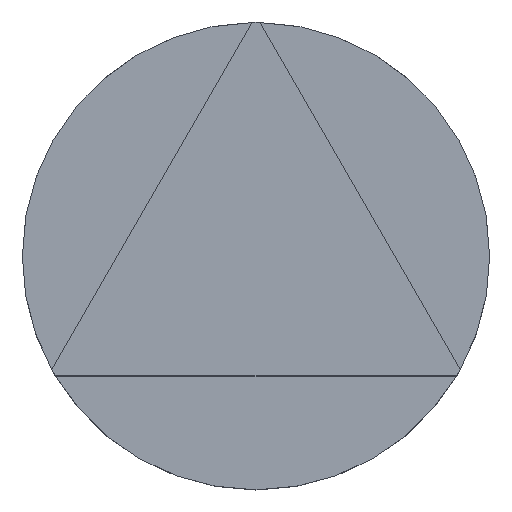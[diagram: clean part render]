
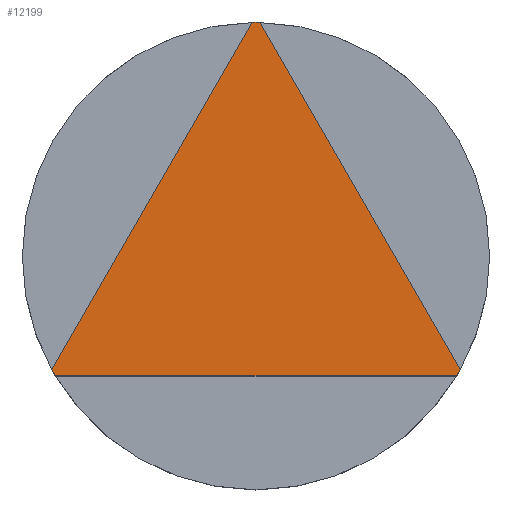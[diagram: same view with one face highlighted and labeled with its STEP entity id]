
A CAD part, top view. The second image highlights one B-rep face of the part: STEP entity #12199.
In plain terms, the highlighted planar face has unit normal (0, 0, 1).
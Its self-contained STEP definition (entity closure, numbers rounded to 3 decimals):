
#450 = VERTEX_POINT ( 'NONE', #7435 ) ;
#474 = CARTESIAN_POINT ( 'NONE',  ( -7.431, -4.126, 17. ) ) ;
#584 = CARTESIAN_POINT ( 'NONE',  ( -0.087, 8.595, 17. ) ) ;
#595 = CARTESIAN_POINT ( 'NONE',  ( 0., 0., 17. ) ) ;
#625 = ORIENTED_EDGE ( 'NONE', *, *, #4713, .F. ) ;
#883 = EDGE_CURVE ( 'NONE', #8469, #6393, #13543, .T. ) ;
#1404 = VERTEX_POINT ( 'NONE', #8533 ) ;
#1447 = AXIS2_PLACEMENT_3D ( 'NONE', #595, #2924, #5036 ) ;
#1547 = CARTESIAN_POINT ( 'NONE',  ( 0.142, 8.499, 17. ) ) ;
#1762 = DIRECTION ( 'NONE',  ( 0., 0., -1. ) ) ;
#2461 = LINE ( 'NONE', #584, #13816 ) ;
#2724 = CARTESIAN_POINT ( 'NONE',  ( 0., 0., 17. ) ) ;
#2738 = CARTESIAN_POINT ( 'NONE',  ( -7.289, -4.372, 17. ) ) ;
#2924 = DIRECTION ( 'NONE',  ( 0., 0., -1. ) ) ;
#3183 = ORIENTED_EDGE ( 'NONE', *, *, #5994, .T. ) ;
#3441 = VECTOR ( 'NONE', #11855, 1000. ) ;
#3941 = LINE ( 'NONE', #7531, #3441 ) ;
#4607 = DIRECTION ( 'NONE',  ( 1., 0., 0. ) ) ;
#4713 = EDGE_CURVE ( 'NONE', #1404, #10949, #12388, .T. ) ;
#4985 = LINE ( 'NONE', #13048, #5853 ) ;
#5036 = DIRECTION ( 'NONE',  ( -1., 0., 0. ) ) ;
#5623 = AXIS2_PLACEMENT_3D ( 'NONE', #8300, #1762, #10617 ) ;
#5631 = CARTESIAN_POINT ( 'NONE',  ( 7.289, -4.372, 17. ) ) ;
#5853 = VECTOR ( 'NONE', #4607, 1000. ) ;
#5994 = EDGE_CURVE ( 'NONE', #450, #6393, #2461, .T. ) ;
#6393 = VERTEX_POINT ( 'NONE', #474 ) ;
#6889 = PLANE ( 'NONE',  #10812 ) ;
#6984 = DIRECTION ( 'NONE',  ( -1., 0., 0. ) ) ;
#7435 = CARTESIAN_POINT ( 'NONE',  ( -0.142, 8.499, 17. ) ) ;
#7531 = CARTESIAN_POINT ( 'NONE',  ( 7.487, -4.222, 17. ) ) ;
#8142 = CARTESIAN_POINT ( 'NONE',  ( -7.4, -4.272, 17. ) ) ;
#8300 = CARTESIAN_POINT ( 'NONE',  ( 0., 0., 17. ) ) ;
#8469 = VERTEX_POINT ( 'NONE', #2738 ) ;
#8533 = CARTESIAN_POINT ( 'NONE',  ( 7.431, -4.126, 17. ) ) ;
#8558 = EDGE_LOOP ( 'NONE', ( #10486, #3183, #9100, #12772, #625, #9489 ) ) ;
#9054 = FACE_OUTER_BOUND ( 'NONE', #8558, .T. ) ;
#9100 = ORIENTED_EDGE ( 'NONE', *, *, #883, .F. ) ;
#9153 = DIRECTION ( 'NONE',  ( 0., 0., -1. ) ) ;
#9489 = ORIENTED_EDGE ( 'NONE', *, *, #10733, .T. ) ;
#9948 = AXIS2_PLACEMENT_3D ( 'NONE', #2724, #13923, #11741 ) ;
#10083 = EDGE_CURVE ( 'NONE', #8469, #10949, #4985, .T. ) ;
#10486 = ORIENTED_EDGE ( 'NONE', *, *, #12910, .F. ) ;
#10617 = DIRECTION ( 'NONE',  ( -1., 0., 0. ) ) ;
#10733 = EDGE_CURVE ( 'NONE', #1404, #12265, #3941, .T. ) ;
#10812 = AXIS2_PLACEMENT_3D ( 'NONE', #8142, #9153, #6984 ) ;
#10949 = VERTEX_POINT ( 'NONE', #5631 ) ;
#11119 = CIRCLE ( 'NONE', #5623, 8.5 ) ;
#11741 = DIRECTION ( 'NONE',  ( -1., 0., 0. ) ) ;
#11855 = DIRECTION ( 'NONE',  ( -0.5, 0.866, 0. ) ) ;
#12199 = ADVANCED_FACE ( 'NONE', ( #9054 ), #6889, .F. ) ;
#12265 = VERTEX_POINT ( 'NONE', #1547 ) ;
#12388 = CIRCLE ( 'NONE', #9948, 8.5 ) ;
#12772 = ORIENTED_EDGE ( 'NONE', *, *, #10083, .T. ) ;
#12910 = EDGE_CURVE ( 'NONE', #450, #12265, #11119, .T. ) ;
#13048 = CARTESIAN_POINT ( 'NONE',  ( -7.4, -4.372, 17. ) ) ;
#13543 = CIRCLE ( 'NONE', #1447, 8.5 ) ;
#13816 = VECTOR ( 'NONE', #13977, 1000. ) ;
#13923 = DIRECTION ( 'NONE',  ( 0., 0., -1. ) ) ;
#13977 = DIRECTION ( 'NONE',  ( -0.5, -0.866, 0. ) ) ;
